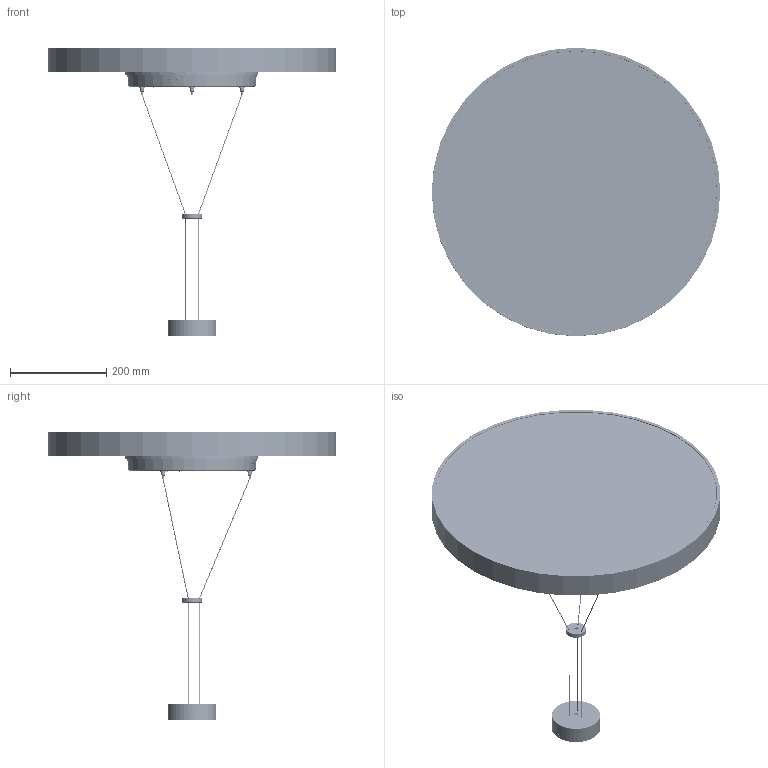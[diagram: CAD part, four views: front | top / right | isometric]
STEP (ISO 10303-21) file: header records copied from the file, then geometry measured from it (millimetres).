
FILE_DESCRIPTION((''),'2;1');
FILE_NAME('MOON-DIAODENG-18-24_ASM','2020-07-14T',('yzf1'),('Amoisonic Co.'),'PRO/ENGINEER BY PARAMETRIC TECHNOLOGY CORPORATION, 2009141','PRO/ENGINEER BY PARAMETRIC TECHNOLOGY CORPORATION, 2009141','');
FILE_SCHEMA(('CONFIG_CONTROL_DESIGN'));
Length unit declared in the file: millimetre
Products named in the file (49): M0262; S0939; M4X08PINGTOULUOSI6J; DIAOXIAN-18-24-; S0322; M10X4; DX-100_ASM; S0940; M3X6LEILIUJIA; SUOXIAN_ASM; 923-3; M3-10YUANTOULUOSI-01; 923-2; M0211G; MOON-DH-100_ASM; S0938; S0768; DB-450-LVJIBAN_600; PLH-3014; 2WAY-JIEXIANDUANZI; T0871_ASM; F0228; YAXIANPIAN-026-4; M3-06YUANTOULUOSI-01; YAXIANPIAN-026-4-AA_ASM; Q0524; CJ_ASM; V0226; LCAI-55W-900-1750MA-TOP-C; M0206B; S0770; T0874; OSRAM-DILI; HEP-30W-700MA; SLD45-900IL-E; 923-5_ASM; T010381; M3X6DAIJIE; G5L25W700CA; DRIVER-LCA-45W-500-1400MA ...
Assembly tree (432 placements, depth 6):
  MOON-DIAODENG-18-24_ASM
    MOON-DH-100_ASM
      M0262
      S0939
      M4X08PINGTOULUOSI6J  x2
      DX-100_ASM  x3
        DIAOXIAN-18-24-
        S0322
        M10X4
      SUOXIAN_ASM
        S0940
        M3X6LEILIUJIA  x3
      923-3
      M3-10YUANTOULUOSI-01  x2
      923-2
      M0211G
    MOON-24-MM_ASM
      HOU-600-MM_ASM
        S0938
        S0768
        T0871_ASM
          DB-450-LVJIBAN_600
          PLH-3014  x350
          2WAY-JIEXIANDUANZI
        F0228  x4
        YAXIANPIAN-026-4-AA_ASM
          YAXIANPIAN-026-4
          M3-06YUANTOULUOSI-01  x2
        CJ_ASM  x4
          Q0524
          M3-10YUANTOULUOSI-01
        V0226  x6
        M3-06YUANTOULUOSI-01  x4
        LCAI-55W-900-1750MA-TOP-C
        DH-DWZ-450-600-MM_ASM
          M0206B
          S0770  x4
          T0874
          YAXIANPIAN-026-4-AA_ASM  x3
            YAXIANPIAN-026-4
            M3-06YUANTOULUOSI-01
          OSRAM-DILI
          HEP-30W-700MA
          SLD45-900IL-E
          923-5_ASM
            923-3
            923-2
            M3-10YUANTOULUOSI-01  x2
          T010381
          M3X6DAIJIE  x2
          G5L25W700CA
          DRIVER-LCA-45W-500-1400MA
          LTC40W1000-1C
        HEP-30W-700MA
      CEILING-LIGHT-600_ASM
        Q0627
        E0233A
        V0265
Bounding box: 600 x 600 x 598.51 mm (x, y, z)
Volume: 3924739.2 mm3; surface area: 2554026.3 mm2
Topology: 434 solids, 498 shells, 7221 faces, 17913 edges, 11642 vertices
Faces by surface type: plane 4293, cylinder 2073, bspline 324, cone 271, torus 166, extrusion 62, sphere 32
Entity records: 124603 total; most frequent: CARTESIAN_POINT 39997, DIRECTION 15542, ORIENTED_EDGE 14294, EDGE_CURVE 7291, AXIS2_PLACEMENT_3D 5676, VERTEX_POINT 4775, VECTOR 4190, LINE 4158
